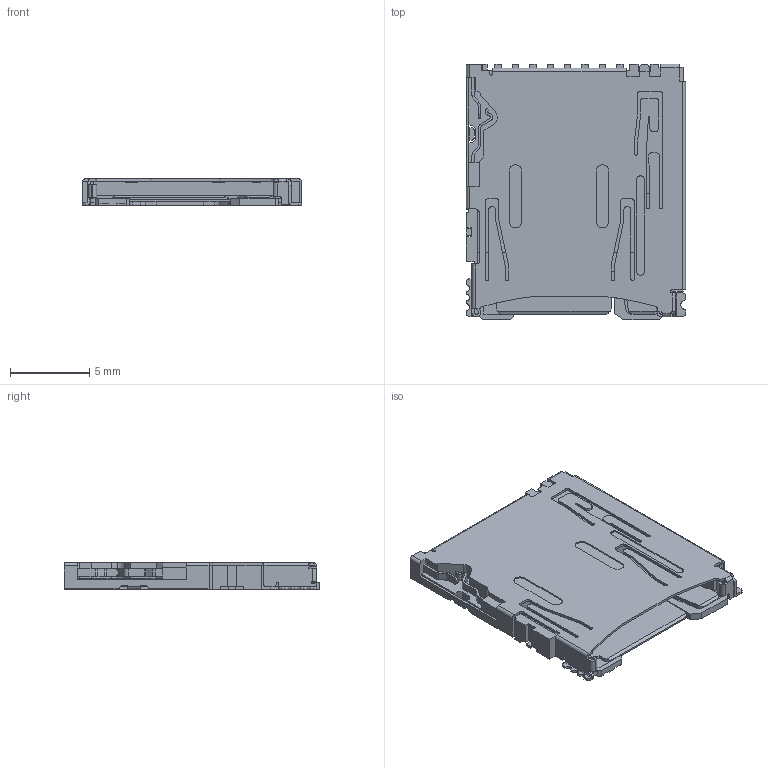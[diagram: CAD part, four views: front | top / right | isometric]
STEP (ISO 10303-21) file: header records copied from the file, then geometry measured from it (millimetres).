
FILE_DESCRIPTION(('CAx-IF Rec.Pracs.---Model Styling and Organization---1.5---2016-08-15','CAx-IF Rec.Pracs.---Geometric and Assembly Validation Properties---4.4---2016-08-17','CAx-IF Rec.Pracs.---User Defined Attributes---1.5---2016-08-15','CAx-IF Rec.Pracs.---External References---2.1---2005-01-19'),'2;1');
FILE_NAME('12874298.step','2024-04-25T14:54:34',('Unspecified'),('Unspecified'),'CAD Exchanger 3.10.2 (cadexchanger.com)','Unspecified','');
FILE_SCHEMA(('AUTOMOTIVE_DESIGN { 1 0 10303 214 1 1 1 1 }'));
Length unit declared in the file: millimetre
Products named in the file (1): DM3AT-SF-PEJM5
Bounding box: 13.85 x 16.15 x 1.68 mm (x, y, z)
Volume: 232.2 mm3; surface area: 827.6 mm2
Topology: 1 solids, 1 shells, 683 faces, 1936 edges, 1276 vertices
Faces by surface type: plane 475, cylinder 208
Entity records: 22087 total; most frequent: CARTESIAN_POINT 3921, ORIENTED_EDGE 3872, DIRECTION 3712, EDGE_CURVE 1936, LINE 1510, VECTOR 1510, VERTEX_POINT 1276, AXIS2_PLACEMENT_3D 1101
